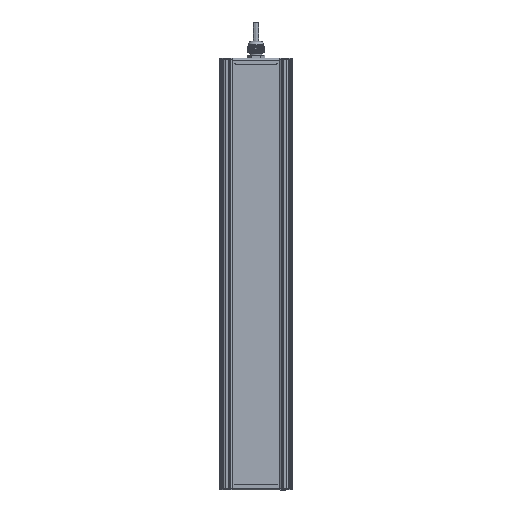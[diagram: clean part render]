
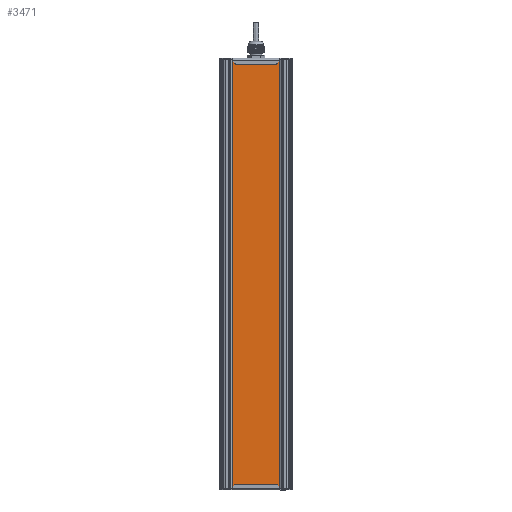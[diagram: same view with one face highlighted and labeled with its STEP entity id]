
A CAD part, front view. The second image highlights one B-rep face of the part: STEP entity #3471.
In plain terms, the highlighted face is planar.
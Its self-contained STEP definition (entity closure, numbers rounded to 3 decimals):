
#3471=ADVANCED_FACE('',(#14915),#14917,.T.);
#14915=FACE_BOUND('',#14916,.T.);
#14916=EDGE_LOOP('',(#43043,#43044,#43045,#43046));
#14917=PLANE('',#14918);
#14918=AXIS2_PLACEMENT_3D('',#14919,#14920,#14921);
#14919=CARTESIAN_POINT('',(120.465,593.492,117.308));
#14920=DIRECTION('',(0.,0.,-1.));
#14921=DIRECTION('',(0.,1.,0.));
#43043=ORIENTED_EDGE('',*,*,#50343,.T.);
#43044=ORIENTED_EDGE('',*,*,#50345,.F.);
#43045=ORIENTED_EDGE('',*,*,#50346,.F.);
#43046=ORIENTED_EDGE('',*,*,#50347,.T.);
#50343=EDGE_CURVE('',#56328,#56326,#56329,.T.);
#50345=EDGE_CURVE('',#56331,#56326,#56332,.T.);
#50346=EDGE_CURVE('',#56333,#56331,#56334,.T.);
#50347=EDGE_CURVE('',#56333,#56328,#56335,.T.);
#56326=VERTEX_POINT('',#75726);
#56328=VERTEX_POINT('',#75730);
#56329=LINE('',#75731,#75732);
#56331=VERTEX_POINT('',#75737);
#56332=LINE('',#75738,#75739);
#56333=VERTEX_POINT('',#75741);
#56334=LINE('',#75742,#75743);
#56335=LINE('',#75745,#75746);
#75726=CARTESIAN_POINT('',(599.465,679.838,117.308));
#75730=CARTESIAN_POINT('',(-62.535,679.838,117.308));
#75731=CARTESIAN_POINT('',(-62.535,679.838,117.308));
#75732=VECTOR('',#75733,1.);
#75733=DIRECTION('',(1.,0.,0.));
#75737=CARTESIAN_POINT('',(599.465,593.492,117.308));
#75738=CARTESIAN_POINT('',(599.465,593.492,117.308));
#75739=VECTOR('',#75740,1.);
#75740=DIRECTION('',(0.,1.,0.));
#75741=CARTESIAN_POINT('',(-62.535,593.492,117.308));
#75742=CARTESIAN_POINT('',(-62.535,593.492,117.308));
#75743=VECTOR('',#75744,1.);
#75744=DIRECTION('',(1.,0.,0.));
#75745=CARTESIAN_POINT('',(-62.535,593.492,117.308));
#75746=VECTOR('',#75747,1.);
#75747=DIRECTION('',(0.,1.,0.));
